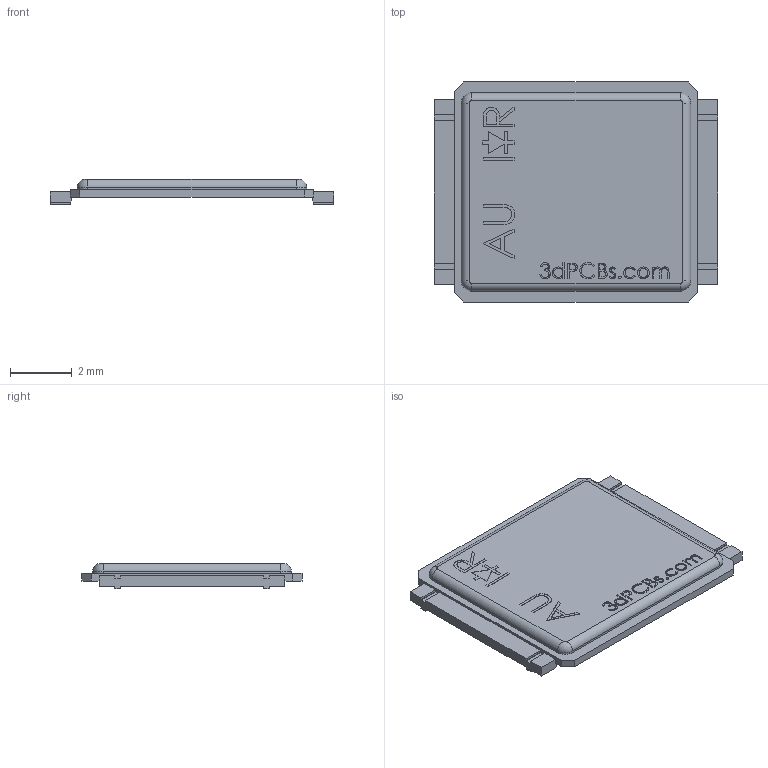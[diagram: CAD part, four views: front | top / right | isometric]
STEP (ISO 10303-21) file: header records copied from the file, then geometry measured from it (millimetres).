
FILE_DESCRIPTION (( 'STEP AP214' ), '1' );
FILE_NAME ('User Library-DirectFET-L8_AUIRF7669L2.STEP', '2017-09-22T05:52:39', ( 'Windows User' ), ( '' ), 'SwSTEP 2.0', 'SolidWorks 2017', '' );
FILE_SCHEMA (( 'AUTOMOTIVE_DESIGN' ));
Length unit declared in the file: millimetre
Products named in the file (1): User Library-DirectFET-L8_AUIRF7669L2
Bounding box: 9.15 x 7.1 x 0.83 mm (x, y, z)
Volume: 29.9 mm3; surface area: 234.2 mm2
Topology: 2 solids, 2 shells, 333 faces, 891 edges, 582 vertices
Faces by surface type: plane 188, bspline 109, cylinder 32, torus 4
Entity records: 19213 total; most frequent: CARTESIAN_POINT 7928, ORIENTED_EDGE 1774, DIRECTION 1179, EDGE_CURVE 887, VECTOR 609, LINE 609, VERTEX_POINT 582, EDGE_LOOP 357
